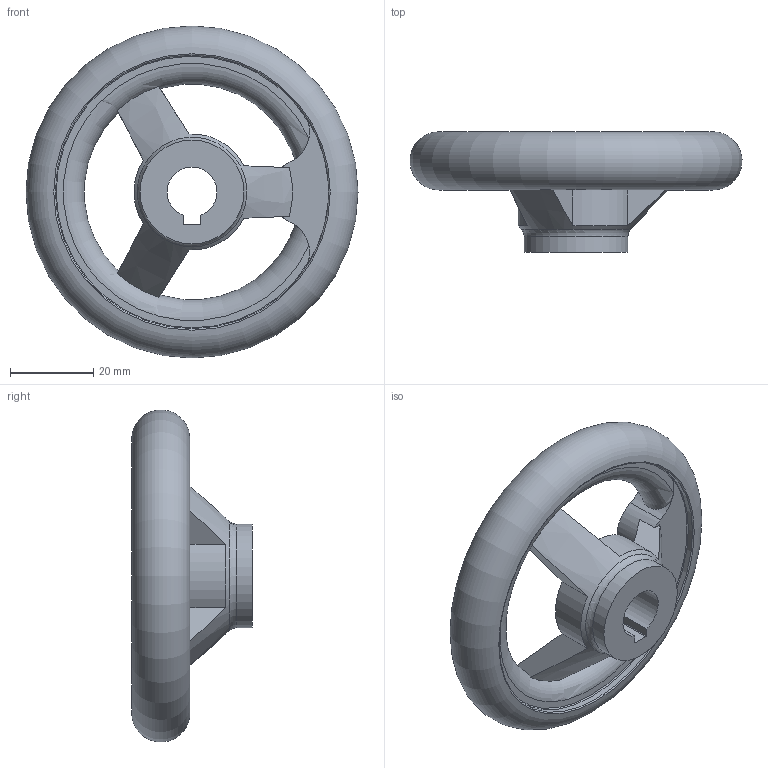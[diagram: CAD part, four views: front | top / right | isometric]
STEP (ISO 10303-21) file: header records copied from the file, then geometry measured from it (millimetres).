
FILE_DESCRIPTION( ( 'STEP AP214' ), '1' );
FILE_NAME( 'K0160.1080X12.stp', '2020-11-26T09:57:48', ( '' ), ( '' ), ' ', 'PARTsolutions', ' ' );
FILE_SCHEMA( ( 'AUTOMOTIVE_DESIGN { 1 0 10303 214 1 1 1 1 }' ) );
Length unit declared in the file: millimetre
Products named in the file (1): _K0160.1080X12
Bounding box: 79.98 x 28.99 x 79.98 mm (x, y, z)
Volume: 39520.4 mm3; surface area: 13826.8 mm2
Topology: 1 solids, 1 shells, 40 faces, 116 edges, 74 vertices
Faces by surface type: plane 15, cylinder 13, torus 10, cone 2
Full cylindrical faces by diameter (mm): 25 x2, 66 x2
Entity records: 1822 total; most frequent: CARTESIAN_POINT 504, DIRECTION 202, ORIENTED_EDGE 198, EDGE_CURVE 99, AXIS2_PLACEMENT_3D 89, VERTEX_POINT 71, EDGE_LOOP 57, FACE_OUTER_BOUND 51
